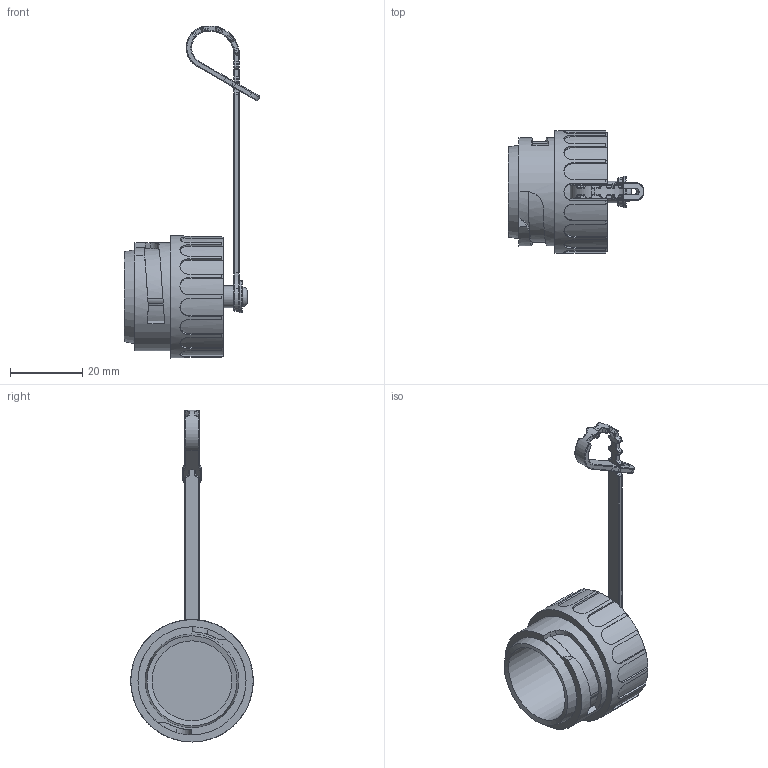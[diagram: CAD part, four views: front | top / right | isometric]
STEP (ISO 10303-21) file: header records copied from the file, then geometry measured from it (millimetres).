
FILE_DESCRIPTION(/* description */ (''),/* implementation_level */ '2;1');
FILE_NAME(/* name */ 'c016 00v000 001 1nxc001-04.stp',/* time_stamp */ '2019-06-12T14:57:35+02:00',/* author */ (''),/* organization */ (''),/* preprocessor_version */ 'ST-DEVELOPER v16.7',/* originating_system */ 'SIEMENS PLM Software NX 12.0',/* authorisation */ '');
FILE_SCHEMA (('AUTOMOTIVE_DESIGN { 1 0 10303 214 3 1 1 1 }'));
Length unit declared in the file: millimetre
Products named in the file (1): c016 00v000 001 1nxc001-04
Bounding box: 37.68 x 34 x 92.22 mm (x, y, z)
Volume: 8705.8 mm3; surface area: 9318.1 mm2
Topology: 1 solids, 2 shells, 504 faces, 1248 edges, 751 vertices
Faces by surface type: cylinder 192, bspline 146, plane 132, cone 21, torus 13
Full cylindrical faces by diameter (mm): 4 x2, 4.3 x1, 6 x1, 8.8 x1, 22.2 x1, 26 x1, 30 x2, 34 x1
Entity records: 21505 total; most frequent: CARTESIAN_POINT 7198, ORIENTED_EDGE 2444, DIRECTION 2023, EDGE_CURVE 1222, AXIS2_PLACEMENT_3D 793, VERTEX_POINT 744, EDGE_LOOP 532, ADVANCED_FACE 503
